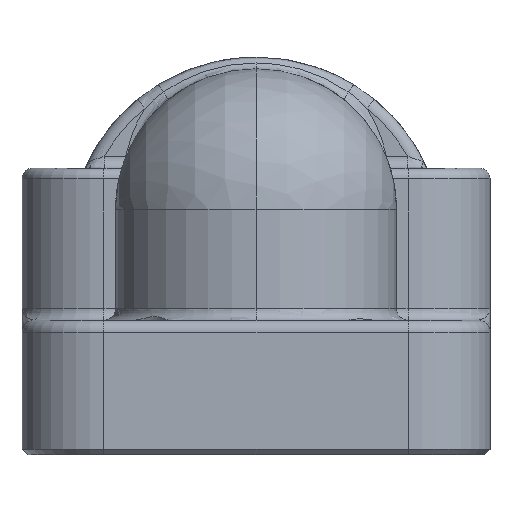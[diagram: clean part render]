
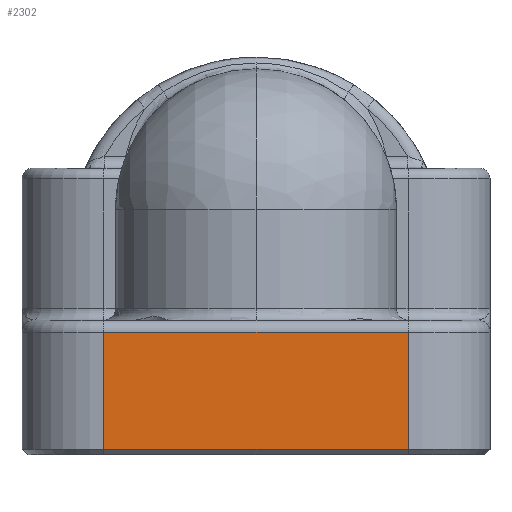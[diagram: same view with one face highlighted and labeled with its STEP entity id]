
A CAD part, front view. The second image highlights one B-rep face of the part: STEP entity #2302.
In plain terms, the highlighted planar face has unit normal (0, -1, 0).
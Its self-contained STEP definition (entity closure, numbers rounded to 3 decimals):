
#70=PLANE('',#2595);
#852=ORIENTED_EDGE('',*,*,#1371,.F.);
#853=ORIENTED_EDGE('',*,*,#1187,.T.);
#854=ORIENTED_EDGE('',*,*,#1372,.T.);
#855=ORIENTED_EDGE('',*,*,#1344,.T.);
#1187=EDGE_CURVE('',#1502,#1500,#1641,.T.);
#1344=EDGE_CURVE('',#1590,#1587,#1683,.T.);
#1371=EDGE_CURVE('',#1502,#1587,#1690,.T.);
#1372=EDGE_CURVE('',#1500,#1590,#1691,.T.);
#1500=VERTEX_POINT('',#3939);
#1502=VERTEX_POINT('',#3945);
#1587=VERTEX_POINT('',#5522);
#1590=VERTEX_POINT('',#5532);
#1641=LINE('',#3948,#1740);
#1683=LINE('',#5535,#1782);
#1690=LINE('',#5586,#1789);
#1691=LINE('',#5588,#1790);
#1740=VECTOR('',#2911,1000.);
#1782=VECTOR('',#3143,1000.);
#1789=VECTOR('',#3212,1000.);
#1790=VECTOR('',#3215,1000.);
#1926=EDGE_LOOP('',(#852,#853,#854,#855));
#2091=FACE_BOUND('',#1926,.T.);
#2302=ADVANCED_FACE('',(#2091),#70,.F.);
#2595=AXIS2_PLACEMENT_3D('',#5587,#3213,#3214);
#2911=DIRECTION('',(-1.,0.,0.));
#3143=DIRECTION('',(1.,0.,0.));
#3212=DIRECTION('',(0.,0.,-1.));
#3213=DIRECTION('',(0.,1.,0.));
#3214=DIRECTION('',(0.,0.,1.));
#3215=DIRECTION('',(0.,0.,-1.));
#3939=CARTESIAN_POINT('',(-13.,-20.,10.5));
#3945=CARTESIAN_POINT('',(13.,-20.,10.5));
#3948=CARTESIAN_POINT('',(-13.,-20.,10.5));
#5522=CARTESIAN_POINT('',(13.,-20.,0.5));
#5532=CARTESIAN_POINT('',(-13.,-20.,0.5));
#5535=CARTESIAN_POINT('',(-13.,-20.,0.5));
#5586=CARTESIAN_POINT('',(13.,-20.,11.5));
#5587=CARTESIAN_POINT('',(-13.,-20.,11.5));
#5588=CARTESIAN_POINT('',(-13.,-20.,11.5));
